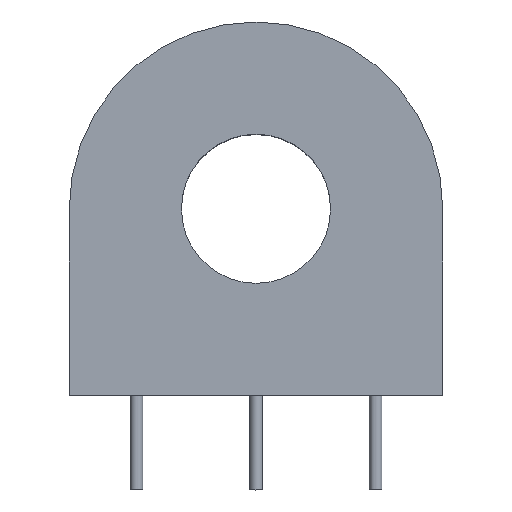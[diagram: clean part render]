
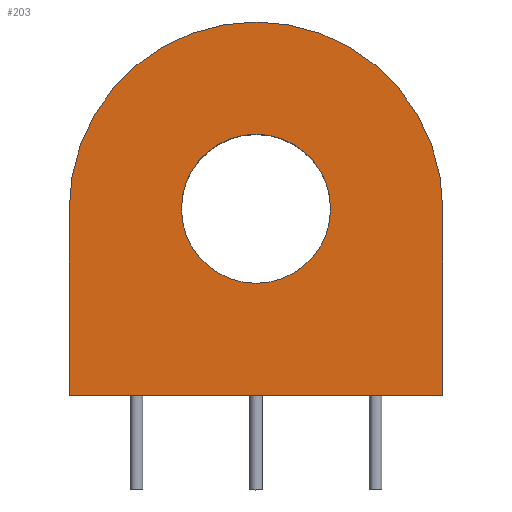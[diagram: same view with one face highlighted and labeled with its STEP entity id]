
A CAD part, top view. The second image highlights one B-rep face of the part: STEP entity #203.
In plain terms, the highlighted planar face has unit normal (0, 0, 1).
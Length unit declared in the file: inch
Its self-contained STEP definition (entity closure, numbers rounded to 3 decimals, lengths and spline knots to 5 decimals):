
#18=LINE('',#342,#28);
#20=LINE('',#346,#30);
#22=LINE('',#350,#32);
#28=VECTOR('',#289,0.3937);
#30=VECTOR('',#293,0.3937);
#32=VECTOR('',#297,0.3937);
#41=PLANE('',#246);
#50=FACE_BOUND('',#85,.T.);
#63=FACE_OUTER_BOUND('',#84,.T.);
#84=EDGE_LOOP('',(#167,#168,#169,#170));
#85=EDGE_LOOP('',(#171));
#93=CIRCLE('',#238,0.18701);
#95=CIRCLE('',#245,0.4685);
#103=VERTEX_POINT('',#327);
#108=VERTEX_POINT('',#339);
#109=VERTEX_POINT('',#341);
#110=VERTEX_POINT('',#345);
#111=VERTEX_POINT('',#349);
#119=EDGE_CURVE('',#103,#103,#93,.T.);
#125=EDGE_CURVE('',#109,#108,#18,.T.);
#127=EDGE_CURVE('',#110,#109,#20,.T.);
#129=EDGE_CURVE('',#111,#110,#22,.T.);
#131=EDGE_CURVE('',#108,#111,#95,.T.);
#167=ORIENTED_EDGE('',*,*,#131,.T.);
#168=ORIENTED_EDGE('',*,*,#129,.T.);
#169=ORIENTED_EDGE('',*,*,#127,.T.);
#170=ORIENTED_EDGE('',*,*,#125,.T.);
#171=ORIENTED_EDGE('',*,*,#119,.T.);
#203=ADVANCED_FACE('',(#63,#50),#41,.T.);
#238=AXIS2_PLACEMENT_3D('',#328,#277,#278);
#245=AXIS2_PLACEMENT_3D('',#353,#301,#302);
#246=AXIS2_PLACEMENT_3D('',#354,#303,#304);
#277=DIRECTION('center_axis',(0.,0.,-1.));
#278=DIRECTION('ref_axis',(-1.,0.,0.));
#289=DIRECTION('',(0.,1.,0.));
#293=DIRECTION('',(1.,0.,0.));
#297=DIRECTION('',(0.,-1.,0.));
#301=DIRECTION('center_axis',(0.,0.,1.));
#302=DIRECTION('ref_axis',(1.,0.,0.));
#303=DIRECTION('center_axis',(0.,0.,1.));
#304=DIRECTION('ref_axis',(1.,0.,0.));
#327=CARTESIAN_POINT('',(0.18701,0.4685,0.0689));
#328=CARTESIAN_POINT('Origin',(0.,0.4685,0.0689));
#339=CARTESIAN_POINT('',(0.4685,0.4685,0.0689));
#341=CARTESIAN_POINT('',(0.4685,0.,0.0689));
#342=CARTESIAN_POINT('',(0.4685,0.,0.0689));
#345=CARTESIAN_POINT('',(-0.4685,0.,0.0689));
#346=CARTESIAN_POINT('',(-0.4685,0.,0.0689));
#349=CARTESIAN_POINT('',(-0.4685,0.4685,0.0689));
#350=CARTESIAN_POINT('',(-0.4685,0.4685,0.0689));
#353=CARTESIAN_POINT('Origin',(0.,0.4685,0.0689));
#354=CARTESIAN_POINT('Origin',(0.,0.35794,0.0689));
